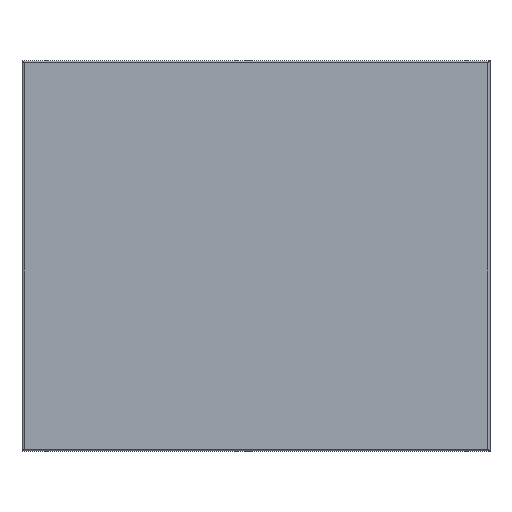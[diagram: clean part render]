
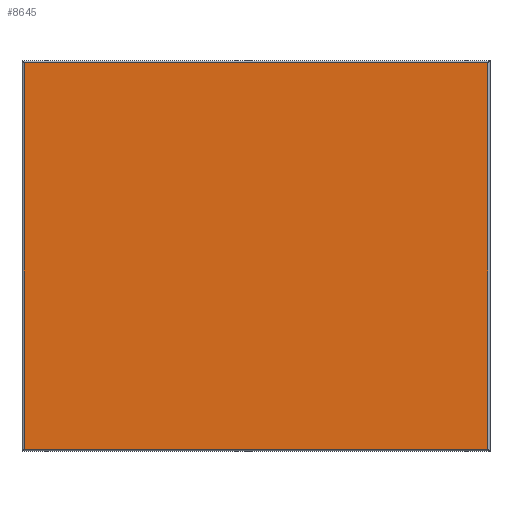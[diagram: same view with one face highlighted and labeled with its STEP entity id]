
A CAD part, top view. The second image highlights one B-rep face of the part: STEP entity #8645.
In plain terms, the highlighted planar face has unit normal (0, 0, 1).
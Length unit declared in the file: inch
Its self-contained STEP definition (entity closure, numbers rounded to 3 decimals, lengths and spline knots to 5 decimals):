
#152 = CARTESIAN_POINT ( 'NONE',  ( -0.11811, 20.27008, 0.11811 ) ) ;
#2234 = VECTOR ( 'NONE', #21600, 39.37008 ) ;
#2873 = AXIS2_PLACEMENT_3D ( 'NONE', #31257, #12877, #67740 ) ;
#3596 = EDGE_CURVE ( 'NONE', #17908, #64489, #3796, .T. ) ;
#3796 = LINE ( 'NONE', #152, #71131 ) ;
#4134 = EDGE_CURVE ( 'NONE', #64489, #64250, #41174, .T. ) ;
#5593 = ORIENTED_EDGE ( 'NONE', *, *, #31196, .T. ) ;
#5770 = DIRECTION ( 'NONE',  ( 0., 1., 0. ) ) ;
#8645 = ADVANCED_FACE ( 'NONE', ( #13267 ), #54934, .T. ) ;
#12877 = DIRECTION ( 'NONE',  ( 0., 0., 1. ) ) ;
#13267 = FACE_OUTER_BOUND ( 'NONE', #67863, .T. ) ;
#15180 = DIRECTION ( 'NONE',  ( 0., -1., 0. ) ) ;
#17393 = ORIENTED_EDGE ( 'NONE', *, *, #50567, .T. ) ;
#17908 = VERTEX_POINT ( 'NONE', #53678 ) ;
#20405 = CARTESIAN_POINT ( 'NONE',  ( -24.15197, 0., 0.11811 ) ) ;
#21600 = DIRECTION ( 'NONE',  ( -1., 0., 0. ) ) ;
#27865 = CARTESIAN_POINT ( 'NONE',  ( -24.15197, 20.15197, 0.11811 ) ) ;
#28762 = CARTESIAN_POINT ( 'NONE',  ( 0., 0.11811, 0.11811 ) ) ;
#31196 = EDGE_CURVE ( 'NONE', #50997, #17908, #35160, .T. ) ;
#31257 = CARTESIAN_POINT ( 'NONE',  ( -12.13504, 10.13504, 0.11811 ) ) ;
#35160 = LINE ( 'NONE', #28762, #54255 ) ;
#36433 = CARTESIAN_POINT ( 'NONE',  ( -0.11811, 20.15197, 0.11811 ) ) ;
#36606 = ORIENTED_EDGE ( 'NONE', *, *, #4134, .T. ) ;
#41174 = LINE ( 'NONE', #46382, #2234 ) ;
#46382 = CARTESIAN_POINT ( 'NONE',  ( -24.27008, 20.15197, 0.11811 ) ) ;
#50567 = EDGE_CURVE ( 'NONE', #64250, #50997, #64015, .T. ) ;
#50997 = VERTEX_POINT ( 'NONE', #52708 ) ;
#52708 = CARTESIAN_POINT ( 'NONE',  ( -24.15197, 0.11811, 0.11811 ) ) ;
#53678 = CARTESIAN_POINT ( 'NONE',  ( -0.11811, 0.11811, 0.11811 ) ) ;
#54255 = VECTOR ( 'NONE', #59245, 39.37008 ) ;
#54934 = PLANE ( 'NONE',  #2873 ) ;
#57099 = VECTOR ( 'NONE', #15180, 39.37008 ) ;
#58745 = ORIENTED_EDGE ( 'NONE', *, *, #3596, .T. ) ;
#59245 = DIRECTION ( 'NONE',  ( 1., 0., 0. ) ) ;
#64015 = LINE ( 'NONE', #20405, #57099 ) ;
#64250 = VERTEX_POINT ( 'NONE', #27865 ) ;
#64489 = VERTEX_POINT ( 'NONE', #36433 ) ;
#67740 = DIRECTION ( 'NONE',  ( -1., 0., 0. ) ) ;
#67863 = EDGE_LOOP ( 'NONE', ( #58745, #36606, #17393, #5593 ) ) ;
#71131 = VECTOR ( 'NONE', #5770, 39.37008 ) ;
